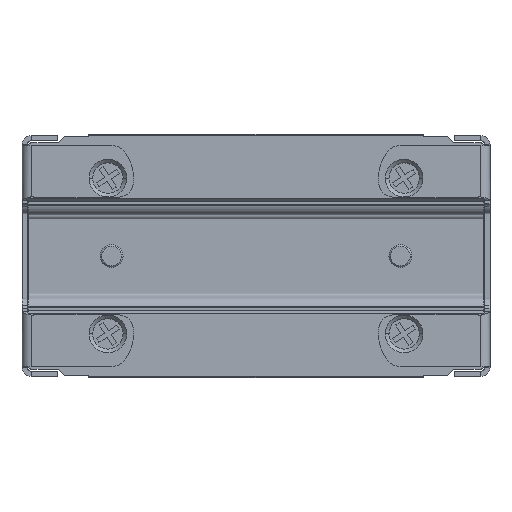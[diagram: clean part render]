
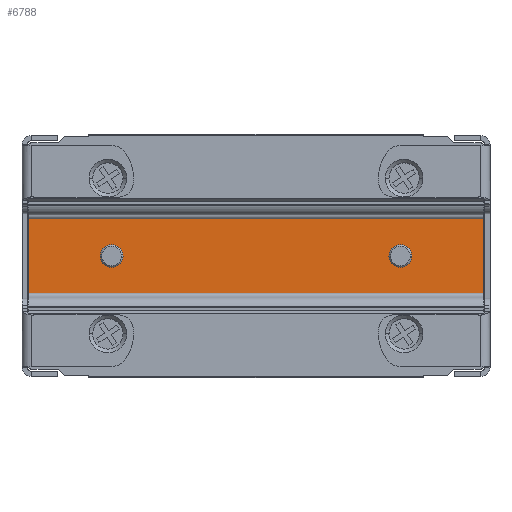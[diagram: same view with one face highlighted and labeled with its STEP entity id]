
A CAD part, front view. The second image highlights one B-rep face of the part: STEP entity #6788.
In plain terms, the highlighted planar face has unit normal (0, -1, 0).
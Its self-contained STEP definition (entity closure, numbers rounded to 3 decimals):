
#3780 = EDGE_LOOP ( 'NONE', ( #8594, #8595 ) ) ;
#3784 = EDGE_LOOP ( 'NONE', ( #8596, #8597 ) ) ;
#3785 = EDGE_LOOP ( 'NONE', ( #8598, #8599, #8600, #8601 ) ) ;
#5798 = CARTESIAN_POINT ( 'NONE',  ( -70., 9.5, -7.5 ) ) ;
#5803 = CARTESIAN_POINT ( 'NONE',  ( -21., 9.5, 0. ) ) ;
#5804 = CARTESIAN_POINT ( 'NONE',  ( -70., 9.5, 6.7 ) ) ;
#5806 = DIRECTION ( 'NONE',  ( 1., 0., 0. ) ) ;
#5808 = CARTESIAN_POINT ( 'NONE',  ( -59., 9.5, 0. ) ) ;
#5810 = DIRECTION ( 'NONE',  ( 0., 0., -1. ) ) ;
#5813 = CARTESIAN_POINT ( 'NONE',  ( -10., 9.5, -7.5 ) ) ;
#5814 = DIRECTION ( 'NONE',  ( 0., 0., 1. ) ) ;
#5818 = DIRECTION ( 'NONE',  ( 0., 1., 0. ) ) ;
#5820 = DIRECTION ( 'NONE',  ( 0., 0., 1. ) ) ;
#5824 = DIRECTION ( 'NONE',  ( 0., 1., 0. ) ) ;
#5826 = DIRECTION ( 'NONE',  ( 0., 0., 1. ) ) ;
#6153 = EDGE_CURVE ( 'NONE', #49089, #49090, #28187, .T. ) ;
#6167 = EDGE_CURVE ( 'NONE', #49095, #49096, #28218, .T. ) ;
#6186 = EDGE_CURVE ( 'NONE', #49101, #49104, #28237, .T. ) ;
#6788 = ADVANCED_FACE ( 'NONE', ( #28721, #28727, #28731 ), #42006, .F. ) ;
#7833 = EDGE_CURVE ( 'NONE', #49176, #49175, #29226, .T. ) ;
#7834 = EDGE_CURVE ( 'NONE', #49176, #49101, #29206, .T. ) ;
#7835 = EDGE_CURVE ( 'NONE', #49104, #49175, #29233, .T. ) ;
#7836 = EDGE_CURVE ( 'NONE', #49090, #49089, #29241, .T. ) ;
#7837 = EDGE_CURVE ( 'NONE', #49096, #49095, #29245, .T. ) ;
#8594 = ORIENTED_EDGE ( 'NONE', *, *, #7836, .T. ) ;
#8595 = ORIENTED_EDGE ( 'NONE', *, *, #6153, .T. ) ;
#8596 = ORIENTED_EDGE ( 'NONE', *, *, #7837, .T. ) ;
#8597 = ORIENTED_EDGE ( 'NONE', *, *, #6167, .T. ) ;
#8598 = ORIENTED_EDGE ( 'NONE', *, *, #7835, .T. ) ;
#8599 = ORIENTED_EDGE ( 'NONE', *, *, #7833, .F. ) ;
#8600 = ORIENTED_EDGE ( 'NONE', *, *, #7834, .T. ) ;
#8601 = ORIENTED_EDGE ( 'NONE', *, *, #6186, .T. ) ;
#13326 = AXIS2_PLACEMENT_3D ( 'NONE', #26659, #26661, #26662 ) ;
#13332 = AXIS2_PLACEMENT_3D ( 'NONE', #26670, #26678, #26679 ) ;
#26659 = CARTESIAN_POINT ( 'NONE',  ( -59., 9.5, 0. ) ) ;
#26661 = DIRECTION ( 'NONE',  ( 0., 1., 0. ) ) ;
#26662 = DIRECTION ( 'NONE',  ( 0., 0., 1. ) ) ;
#26670 = CARTESIAN_POINT ( 'NONE',  ( -21., 9.5, 0. ) ) ;
#26678 = DIRECTION ( 'NONE',  ( 0., 1., 0. ) ) ;
#26679 = DIRECTION ( 'NONE',  ( 0., 0., 1. ) ) ;
#26695 = CARTESIAN_POINT ( 'NONE',  ( -70., 9.5, -6.7 ) ) ;
#26696 = DIRECTION ( 'NONE',  ( 1., 0., 0. ) ) ;
#28187 = CIRCLE ( 'NONE', #13326, 1.5 ) ;
#28218 = CIRCLE ( 'NONE', #13332, 1.5 ) ;
#28232 = VECTOR ( 'NONE', #26696, 1000. ) ;
#28237 = LINE ( 'NONE', #26695, #28232 ) ;
#28721 = FACE_BOUND ( 'NONE', #3780, .T. ) ;
#28727 = FACE_BOUND ( 'NONE', #3784, .T. ) ;
#28731 = FACE_OUTER_BOUND ( 'NONE', #3785, .T. ) ;
#29206 = LINE ( 'NONE', #5798, #29230 ) ;
#29226 = LINE ( 'NONE', #5804, #29228 ) ;
#29228 = VECTOR ( 'NONE', #5806, 1000. ) ;
#29230 = VECTOR ( 'NONE', #5810, 1000. ) ;
#29233 = LINE ( 'NONE', #5813, #29235 ) ;
#29235 = VECTOR ( 'NONE', #5814, 1000. ) ;
#29241 = CIRCLE ( 'NONE', #37265, 1.5 ) ;
#29245 = CIRCLE ( 'NONE', #37269, 1.5 ) ;
#37102 = AXIS2_PLACEMENT_3D ( 'NONE', #42008, #42011, #42013 ) ;
#37265 = AXIS2_PLACEMENT_3D ( 'NONE', #5808, #5818, #5820 ) ;
#37269 = AXIS2_PLACEMENT_3D ( 'NONE', #5803, #5824, #5826 ) ;
#42006 = PLANE ( 'NONE',  #37102 ) ;
#42008 = CARTESIAN_POINT ( 'NONE',  ( -43.75, 9.5, 0. ) ) ;
#42011 = DIRECTION ( 'NONE',  ( 0., 1., 0. ) ) ;
#42013 = DIRECTION ( 'NONE',  ( 0., 0., 1. ) ) ;
#44162 = CARTESIAN_POINT ( 'NONE',  ( -59., 9.5, -1.5 ) ) ;
#44163 = CARTESIAN_POINT ( 'NONE',  ( -59., 9.5, 1.5 ) ) ;
#44168 = CARTESIAN_POINT ( 'NONE',  ( -21., 9.5, -1.5 ) ) ;
#44169 = CARTESIAN_POINT ( 'NONE',  ( -21., 9.5, 1.5 ) ) ;
#44174 = CARTESIAN_POINT ( 'NONE',  ( -70., 9.5, -6.7 ) ) ;
#44177 = CARTESIAN_POINT ( 'NONE',  ( -10., 9.5, -6.7 ) ) ;
#44248 = CARTESIAN_POINT ( 'NONE',  ( -10., 9.5, 6.7 ) ) ;
#44249 = CARTESIAN_POINT ( 'NONE',  ( -70., 9.5, 6.7 ) ) ;
#49089 = VERTEX_POINT ( 'NONE', #44162 ) ;
#49090 = VERTEX_POINT ( 'NONE', #44163 ) ;
#49095 = VERTEX_POINT ( 'NONE', #44168 ) ;
#49096 = VERTEX_POINT ( 'NONE', #44169 ) ;
#49101 = VERTEX_POINT ( 'NONE', #44174 ) ;
#49104 = VERTEX_POINT ( 'NONE', #44177 ) ;
#49175 = VERTEX_POINT ( 'NONE', #44248 ) ;
#49176 = VERTEX_POINT ( 'NONE', #44249 ) ;
